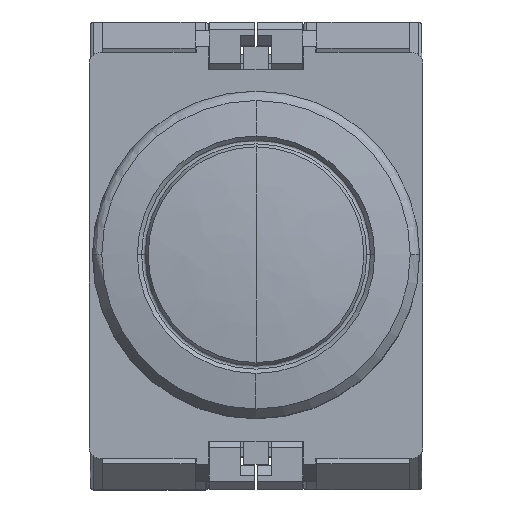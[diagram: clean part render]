
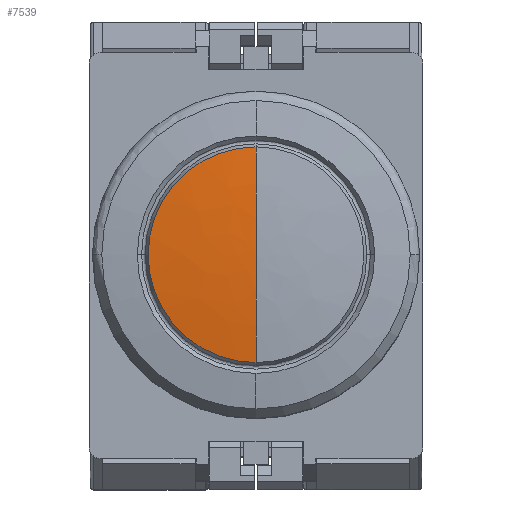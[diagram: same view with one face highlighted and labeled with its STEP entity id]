
A CAD part, top view. The second image highlights one B-rep face of the part: STEP entity #7539.
In plain terms, the highlighted free-form (B-spline) face has degree [3, 3] with [4, 4] control points.
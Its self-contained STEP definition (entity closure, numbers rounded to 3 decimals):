
#9 = CARTESIAN_POINT ( 'NONE',  ( 0.574, 9.563, 0. ) ) ;
#66 = CIRCLE ( 'NONE', #7407, 80. ) ;
#75 = CARTESIAN_POINT ( 'NONE',  ( 0., 0., 0. ) ) ;
#779 = VERTEX_POINT ( 'NONE', #1260 ) ;
#1075 = CARTESIAN_POINT ( 'NONE',  ( 0., -3.197, -6.395 ) ) ;
#1260 = CARTESIAN_POINT ( 'NONE',  ( 0.574, -9.563, 0. ) ) ;
#1740 = DIRECTION ( 'NONE',  ( 0., 0., -1. ) ) ;
#1843 = EDGE_LOOP ( 'NONE', ( #5218, #2835, #12505 ) ) ;
#2054 = CARTESIAN_POINT ( 'NONE',  ( 0.191, -6.389, 0. ) ) ;
#2571 = VERTEX_POINT ( 'NONE', #5419 ) ;
#2577 = DIRECTION ( 'NONE',  ( 1., 0., 0. ) ) ;
#2835 = ORIENTED_EDGE ( 'NONE', *, *, #6311, .T. ) ;
#2866 = CIRCLE ( 'NONE', #10231, 80. ) ;
#2996 = EDGE_CURVE ( 'NONE', #2571, #7281, #66, .T. ) ;
#3046 = CARTESIAN_POINT ( 'NONE',  ( 0.191, 6.389, 0. ) ) ;
#3215 = CARTESIAN_POINT ( 'NONE',  ( 80., 0., 0. ) ) ;
#4027 = CARTESIAN_POINT ( 'NONE',  ( 0.574, 9.563, -19.127 ) ) ;
#4094 = CARTESIAN_POINT ( 'NONE',  ( 0., 0., 0. ) ) ;
#4397 = AXIS2_PLACEMENT_3D ( 'NONE', #6731, #10752, #1740 ) ;
#4897 = CARTESIAN_POINT ( 'NONE',  ( 0., 0., 0. ) ) ;
#5014 = FACE_OUTER_BOUND ( 'NONE', #1843, .T. ) ;
#5082 = CARTESIAN_POINT ( 'NONE',  ( 0., -3.197, 0. ) ) ;
#5218 = ORIENTED_EDGE ( 'NONE', *, *, #11342, .T. ) ;
#5293 =( BOUNDED_SURFACE ( )  B_SPLINE_SURFACE ( 3, 3, ( 
 ( #9, #4027, #8039, #12058 ),
 ( #3046, #7050, #11067, #2054 ),
 ( #6058, #10084, #1075, #5082 ),
 ( #9087, #75, #4094, #8110 ) ),
 .UNSPECIFIED., .F., .F., .F. ) 
 B_SPLINE_SURFACE_WITH_KNOTS ( ( 4, 4 ),
 ( 4, 4 ),
 ( 0., 1. ),
 ( 0., 1. ),
 .UNSPECIFIED. ) 
 GEOMETRIC_REPRESENTATION_ITEM ( )  RATIONAL_B_SPLINE_SURFACE ( (
 ( 1., 0.333, 0.333, 1.),
 ( 0.999, 0.333, 0.333, 0.999),
 ( 0.999, 0.333, 0.333, 0.999),
 ( 1., 0.333, 0.333, 1.) ) ) 
 REPRESENTATION_ITEM ( '' )  SURFACE ( )  );
#5419 = CARTESIAN_POINT ( 'NONE',  ( 0.574, 9.563, 0. ) ) ;
#6058 = CARTESIAN_POINT ( 'NONE',  ( 0., 3.197, 0. ) ) ;
#6311 = EDGE_CURVE ( 'NONE', #779, #7281, #2866, .T. ) ;
#6731 = CARTESIAN_POINT ( 'NONE',  ( 0.574, 0., 0. ) ) ;
#7050 = CARTESIAN_POINT ( 'NONE',  ( 0.191, 6.389, -12.778 ) ) ;
#7222 = DIRECTION ( 'NONE',  ( 0., 0., -1. ) ) ;
#7281 = VERTEX_POINT ( 'NONE', #4897 ) ;
#7407 = AXIS2_PLACEMENT_3D ( 'NONE', #7578, #11593, #2577 ) ;
#7539 = ADVANCED_FACE ( 'NONE', ( #5014 ), #5293, .F. ) ;
#7578 = CARTESIAN_POINT ( 'NONE',  ( 80., 0., 0. ) ) ;
#8039 = CARTESIAN_POINT ( 'NONE',  ( 0.574, -9.563, -19.127 ) ) ;
#8110 = CARTESIAN_POINT ( 'NONE',  ( 0., 0., 0. ) ) ;
#9087 = CARTESIAN_POINT ( 'NONE',  ( 0., 0., 0. ) ) ;
#10083 = CIRCLE ( 'NONE', #4397, 9.563 ) ;
#10084 = CARTESIAN_POINT ( 'NONE',  ( 0., 3.197, -6.395 ) ) ;
#10231 = AXIS2_PLACEMENT_3D ( 'NONE', #3215, #7222, #11242 ) ;
#10752 = DIRECTION ( 'NONE',  ( -1., 0., 0. ) ) ;
#11067 = CARTESIAN_POINT ( 'NONE',  ( 0.191, -6.389, -12.778 ) ) ;
#11242 = DIRECTION ( 'NONE',  ( 1., 0., 0. ) ) ;
#11342 = EDGE_CURVE ( 'NONE', #2571, #779, #10083, .T. ) ;
#11593 = DIRECTION ( 'NONE',  ( 0., 0., 1. ) ) ;
#12058 = CARTESIAN_POINT ( 'NONE',  ( 0.574, -9.563, 0. ) ) ;
#12505 = ORIENTED_EDGE ( 'NONE', *, *, #2996, .F. ) ;
